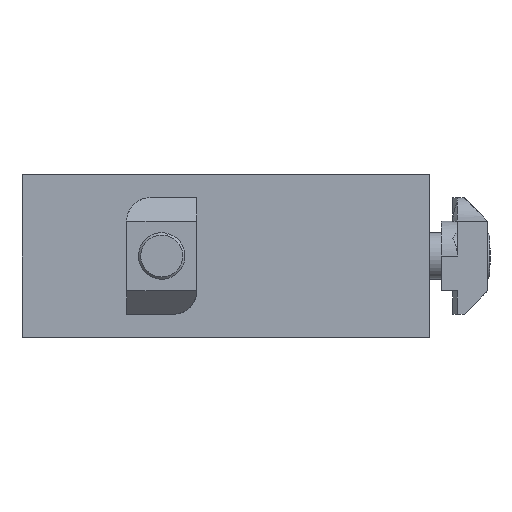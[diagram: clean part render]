
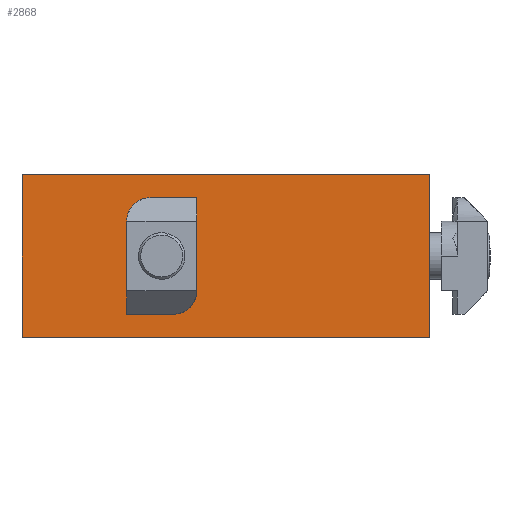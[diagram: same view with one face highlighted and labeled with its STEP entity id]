
A CAD part, left-side view. The second image highlights one B-rep face of the part: STEP entity #2868.
In plain terms, the highlighted planar face has unit normal (-1, 0, 0).
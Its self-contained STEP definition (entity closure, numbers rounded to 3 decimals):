
#127 = CARTESIAN_POINT ( 'NONE',  ( -16.473, 9.299, 0.038 ) ) ;
#132 = DIRECTION ( 'NONE',  ( 0., 0., 1. ) ) ;
#143 = CARTESIAN_POINT ( 'NONE',  ( -16.473, 21.299, -6.962 ) ) ;
#241 = VERTEX_POINT ( 'NONE', #1601 ) ;
#259 = VERTEX_POINT ( 'NONE', #1608 ) ;
#352 = CARTESIAN_POINT ( 'NONE',  ( -16.473, 7.049, 0.038 ) ) ;
#368 = LINE ( 'NONE', #143, #412 ) ;
#375 = CIRCLE ( 'NONE', #2328, 2.25 ) ;
#381 = LINE ( 'NONE', #429, #411 ) ;
#386 = LINE ( 'NONE', #426, #393 ) ;
#388 = CIRCLE ( 'NONE', #2321, 2.25 ) ;
#393 = VECTOR ( 'NONE', #445, 1000. ) ;
#411 = VECTOR ( 'NONE', #441, 1000. ) ;
#412 = VECTOR ( 'NONE', #132, 1000. ) ;
#426 = CARTESIAN_POINT ( 'NONE',  ( -16.473, -52.543, 7.038 ) ) ;
#429 = CARTESIAN_POINT ( 'NONE',  ( -16.473, -52.543, -6.962 ) ) ;
#433 = DIRECTION ( 'NONE',  ( -1., 0., 0. ) ) ;
#440 = DIRECTION ( 'NONE',  ( 0., 1., 0. ) ) ;
#441 = DIRECTION ( 'NONE',  ( 0., -1., 0. ) ) ;
#445 = DIRECTION ( 'NONE',  ( 0., -1., 0. ) ) ;
#488 = ORIENTED_EDGE ( 'NONE', *, *, #2123, .T. ) ;
#492 = ORIENTED_EDGE ( 'NONE', *, *, #2083, .F. ) ;
#499 = ORIENTED_EDGE ( 'NONE', *, *, #2079, .F. ) ;
#509 = ORIENTED_EDGE ( 'NONE', *, *, #2061, .F. ) ;
#588 = ORIENTED_EDGE ( 'NONE', *, *, #2081, .F. ) ;
#717 = VERTEX_POINT ( 'NONE', #1505 ) ;
#761 = VERTEX_POINT ( 'NONE', #1512 ) ;
#766 = VERTEX_POINT ( 'NONE', #1544 ) ;
#790 = VERTEX_POINT ( 'NONE', #352 ) ;
#899 = ORIENTED_EDGE ( 'NONE', *, *, #2086, .T. ) ;
#1046 = EDGE_LOOP ( 'NONE', ( #492, #588, #899, #488 ) ) ;
#1088 = EDGE_LOOP ( 'NONE', ( #499, #509 ) ) ;
#1206 = DIRECTION ( 'NONE',  ( -1., 0., 0. ) ) ;
#1207 = DIRECTION ( 'NONE',  ( 0., 1., 0. ) ) ;
#1223 = CARTESIAN_POINT ( 'NONE',  ( -16.473, 9.299, 0.038 ) ) ;
#1464 = AXIS2_PLACEMENT_3D ( 'NONE', #3322, #3330, #3331 ) ;
#1505 = CARTESIAN_POINT ( 'NONE',  ( -16.473, -13.701, 7.038 ) ) ;
#1512 = CARTESIAN_POINT ( 'NONE',  ( -16.473, 21.299, 7.038 ) ) ;
#1544 = CARTESIAN_POINT ( 'NONE',  ( -16.473, 11.549, 0.038 ) ) ;
#1601 = CARTESIAN_POINT ( 'NONE',  ( -16.473, 21.299, -6.962 ) ) ;
#1608 = CARTESIAN_POINT ( 'NONE',  ( -16.473, -13.701, -6.962 ) ) ;
#2061 = EDGE_CURVE ( 'NONE', #790, #766, #388, .T. ) ;
#2079 = EDGE_CURVE ( 'NONE', #766, #790, #375, .T. ) ;
#2081 = EDGE_CURVE ( 'NONE', #241, #761, #368, .T. ) ;
#2083 = EDGE_CURVE ( 'NONE', #761, #717, #386, .T. ) ;
#2086 = EDGE_CURVE ( 'NONE', #241, #259, #381, .T. ) ;
#2123 = EDGE_CURVE ( 'NONE', #259, #717, #3538, .T. ) ;
#2321 = AXIS2_PLACEMENT_3D ( 'NONE', #1223, #1206, #1207 ) ;
#2328 = AXIS2_PLACEMENT_3D ( 'NONE', #127, #433, #440 ) ;
#2573 = FACE_BOUND ( 'NONE', #1088, .T. ) ;
#2576 = FACE_OUTER_BOUND ( 'NONE', #1046, .T. ) ;
#2868 = ADVANCED_FACE ( 'NONE', ( #2573, #2576 ), #3328, .T. ) ;
#3322 = CARTESIAN_POINT ( 'NONE',  ( -16.473, -52.543, -6.962 ) ) ;
#3328 = PLANE ( 'NONE',  #1464 ) ;
#3330 = DIRECTION ( 'NONE',  ( -1., 0., 0. ) ) ;
#3331 = DIRECTION ( 'NONE',  ( 0., 1., 0. ) ) ;
#3535 = VECTOR ( 'NONE', #3548, 1000. ) ;
#3538 = LINE ( 'NONE', #3545, #3535 ) ;
#3545 = CARTESIAN_POINT ( 'NONE',  ( -16.473, -13.701, -6.962 ) ) ;
#3548 = DIRECTION ( 'NONE',  ( 0., 0., 1. ) ) ;
